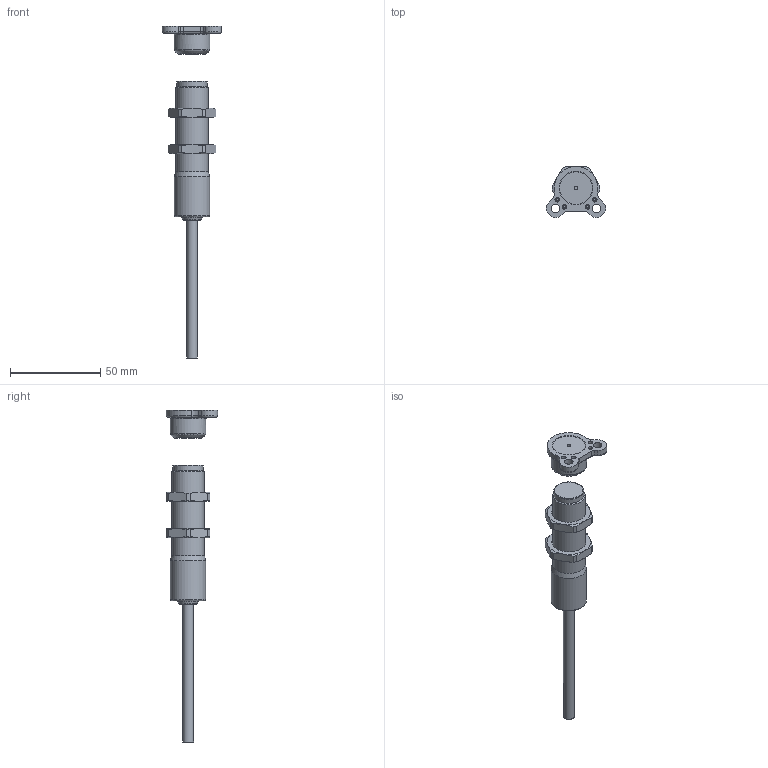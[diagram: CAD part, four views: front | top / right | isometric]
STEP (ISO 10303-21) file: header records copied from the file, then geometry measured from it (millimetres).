
FILE_DESCRIPTION (( 'STEP AP214' ), '1' );
FILE_NAME ('415-BPR.STEP', '2020-03-31T11:20:33', ( '' ), ( '' ), 'SwSTEP 2.0', 'SolidWorks 2019', '' );
FILE_SCHEMA (( 'AUTOMOTIVE_DESIGN' ));
Length unit declared in the file: inch
Products named in the file (1): 415-BPR
Bounding box: 32.65 x 28.32 x 183.5 mm (x, y, z)
Volume: 28305.9 mm3; surface area: 13016.4 mm2
Topology: 4 solids, 5 shells, 147 faces, 335 edges, 212 vertices
Faces by surface type: plane 41, cylinder 41, cone 33, torus 22, bspline 10
Full cylindrical faces by diameter (mm): 2 x1, 2.5 x4, 4.7 x2, 6 x1, 6.4 x1, 13.4 x1, 15.8 x1, 16 x1, 16.7 x1, 18 x2, 19.5 x1, 19.7 x1
Entity records: 6098 total; most frequent: CARTESIAN_POINT 3132, DIRECTION 611, ORIENTED_EDGE 518, AXIS2_PLACEMENT_3D 280, EDGE_CURVE 259, EDGE_LOOP 218, VERTEX_POINT 183, FACE_OUTER_BOUND 181
